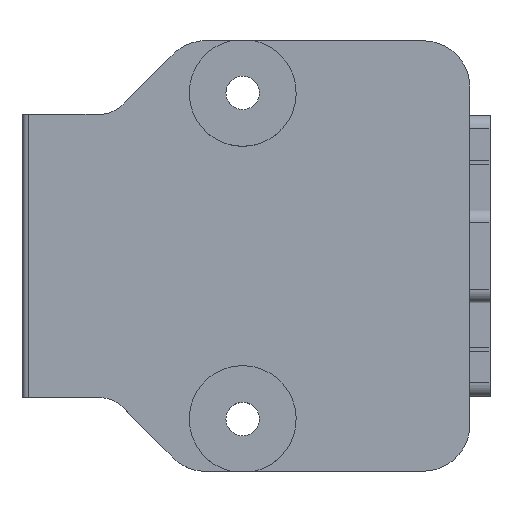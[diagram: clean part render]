
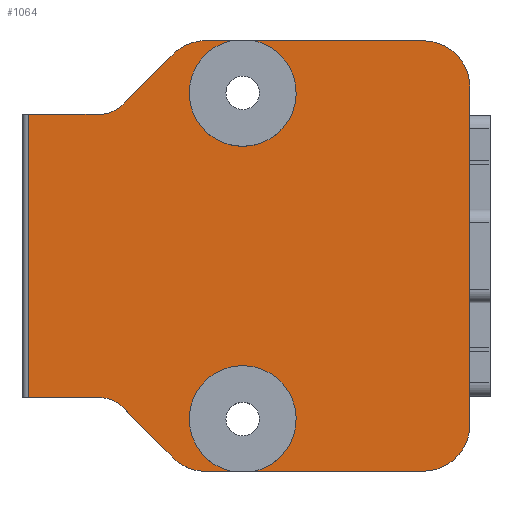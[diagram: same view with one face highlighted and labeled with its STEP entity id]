
A CAD part, top view. The second image highlights one B-rep face of the part: STEP entity #1064.
In plain terms, the highlighted face is planar.
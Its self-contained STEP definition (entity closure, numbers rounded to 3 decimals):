
#78=LINE('',#1623,#180);
#100=LINE('',#1682,#202);
#104=LINE('',#1692,#206);
#112=LINE('',#1724,#214);
#113=LINE('',#1726,#215);
#120=LINE('',#1746,#222);
#121=LINE('',#1748,#223);
#127=LINE('',#1762,#229);
#130=LINE('',#1767,#232);
#131=LINE('',#1770,#233);
#134=LINE('',#1778,#236);
#136=LINE('',#1782,#238);
#139=LINE('',#1789,#241);
#141=LINE('',#1795,#243);
#143=LINE('',#1804,#245);
#145=LINE('',#1808,#247);
#148=LINE('',#1815,#250);
#180=VECTOR('',#1288,10.);
#202=VECTOR('',#1348,10.);
#206=VECTOR('',#1358,10.);
#214=VECTOR('',#1396,10.);
#215=VECTOR('',#1397,10.);
#222=VECTOR('',#1418,10.);
#223=VECTOR('',#1419,10.);
#229=VECTOR('',#1439,10.);
#232=VECTOR('',#1444,10.);
#233=VECTOR('',#1447,10.);
#236=VECTOR('',#1456,10.);
#238=VECTOR('',#1460,10.);
#241=VECTOR('',#1469,10.);
#243=VECTOR('',#1477,10.);
#245=VECTOR('',#1489,10.);
#247=VECTOR('',#1493,10.);
#250=VECTOR('',#1502,10.);
#282=PLANE('',#1185);
#338=FACE_OUTER_BOUND('',#400,.T.);
#400=EDGE_LOOP('',(#982,#983,#984,#985,#986,#987,#988,#989,#990,#991,#992,
#993,#994,#995,#996,#997,#998,#999,#1000,#1001,#1002,#1003,#1004,#1005,
#1006));
#439=CIRCLE('',#1144,4.);
#442=CIRCLE('',#1151,4.);
#445=CIRCLE('',#1167,2.422);
#446=CIRCLE('',#1171,3.422);
#447=CIRCLE('',#1174,3.5);
#448=CIRCLE('',#1177,3.5);
#449=CIRCLE('',#1179,3.422);
#450=CIRCLE('',#1183,2.422);
#484=VERTEX_POINT('',#1586);
#500=VERTEX_POINT('',#1621);
#517=VERTEX_POINT('',#1679);
#518=VERTEX_POINT('',#1681);
#521=VERTEX_POINT('',#1690);
#525=VERTEX_POINT('',#1707);
#526=VERTEX_POINT('',#1708);
#530=VERTEX_POINT('',#1722);
#531=VERTEX_POINT('',#1725);
#532=VERTEX_POINT('',#1729);
#533=VERTEX_POINT('',#1730);
#537=VERTEX_POINT('',#1744);
#538=VERTEX_POINT('',#1747);
#539=VERTEX_POINT('',#1761);
#540=VERTEX_POINT('',#1765);
#541=VERTEX_POINT('',#1769);
#542=VERTEX_POINT('',#1773);
#543=VERTEX_POINT('',#1777);
#544=VERTEX_POINT('',#1781);
#545=VERTEX_POINT('',#1785);
#546=VERTEX_POINT('',#1791);
#547=VERTEX_POINT('',#1799);
#548=VERTEX_POINT('',#1803);
#549=VERTEX_POINT('',#1807);
#550=VERTEX_POINT('',#1811);
#607=EDGE_CURVE('',#484,#500,#78,.T.);
#637=EDGE_CURVE('',#517,#518,#100,.T.);
#643=EDGE_CURVE('',#517,#521,#104,.T.);
#649=EDGE_CURVE('',#525,#526,#439,.T.);
#657=EDGE_CURVE('',#526,#530,#112,.T.);
#658=EDGE_CURVE('',#531,#525,#113,.T.);
#660=EDGE_CURVE('',#532,#533,#442,.T.);
#668=EDGE_CURVE('',#533,#537,#120,.T.);
#669=EDGE_CURVE('',#538,#532,#121,.T.);
#675=EDGE_CURVE('',#539,#484,#127,.T.);
#678=EDGE_CURVE('',#500,#540,#130,.T.);
#679=EDGE_CURVE('',#541,#518,#131,.T.);
#681=EDGE_CURVE('',#542,#541,#445,.T.);
#683=EDGE_CURVE('',#543,#542,#134,.T.);
#685=EDGE_CURVE('',#544,#543,#136,.T.);
#687=EDGE_CURVE('',#545,#544,#446,.T.);
#689=EDGE_CURVE('',#537,#545,#139,.T.);
#690=EDGE_CURVE('',#546,#538,#447,.T.);
#692=EDGE_CURVE('',#540,#546,#141,.T.);
#693=EDGE_CURVE('',#530,#539,#448,.T.);
#694=EDGE_CURVE('',#547,#531,#449,.T.);
#696=EDGE_CURVE('',#548,#547,#143,.T.);
#698=EDGE_CURVE('',#549,#548,#145,.T.);
#700=EDGE_CURVE('',#550,#549,#450,.T.);
#702=EDGE_CURVE('',#521,#550,#148,.T.);
#982=ORIENTED_EDGE('',*,*,#637,.F.);
#983=ORIENTED_EDGE('',*,*,#643,.T.);
#984=ORIENTED_EDGE('',*,*,#702,.T.);
#985=ORIENTED_EDGE('',*,*,#700,.T.);
#986=ORIENTED_EDGE('',*,*,#698,.T.);
#987=ORIENTED_EDGE('',*,*,#696,.T.);
#988=ORIENTED_EDGE('',*,*,#694,.T.);
#989=ORIENTED_EDGE('',*,*,#658,.T.);
#990=ORIENTED_EDGE('',*,*,#649,.T.);
#991=ORIENTED_EDGE('',*,*,#657,.T.);
#992=ORIENTED_EDGE('',*,*,#693,.T.);
#993=ORIENTED_EDGE('',*,*,#675,.T.);
#994=ORIENTED_EDGE('',*,*,#607,.T.);
#995=ORIENTED_EDGE('',*,*,#678,.T.);
#996=ORIENTED_EDGE('',*,*,#692,.T.);
#997=ORIENTED_EDGE('',*,*,#690,.T.);
#998=ORIENTED_EDGE('',*,*,#669,.T.);
#999=ORIENTED_EDGE('',*,*,#660,.T.);
#1000=ORIENTED_EDGE('',*,*,#668,.T.);
#1001=ORIENTED_EDGE('',*,*,#689,.T.);
#1002=ORIENTED_EDGE('',*,*,#687,.T.);
#1003=ORIENTED_EDGE('',*,*,#685,.T.);
#1004=ORIENTED_EDGE('',*,*,#683,.T.);
#1005=ORIENTED_EDGE('',*,*,#681,.T.);
#1006=ORIENTED_EDGE('',*,*,#679,.T.);
#1064=ADVANCED_FACE('',(#338),#282,.T.);
#1144=AXIS2_PLACEMENT_3D('',#1709,#1379,#1380);
#1151=AXIS2_PLACEMENT_3D('',#1731,#1401,#1402);
#1167=AXIS2_PLACEMENT_3D('',#1774,#1451,#1452);
#1171=AXIS2_PLACEMENT_3D('',#1786,#1464,#1465);
#1174=AXIS2_PLACEMENT_3D('',#1792,#1472,#1473);
#1177=AXIS2_PLACEMENT_3D('',#1797,#1480,#1481);
#1179=AXIS2_PLACEMENT_3D('',#1800,#1484,#1485);
#1183=AXIS2_PLACEMENT_3D('',#1812,#1497,#1498);
#1185=AXIS2_PLACEMENT_3D('',#1816,#1503,#1504);
#1288=DIRECTION('',(0.,0.,-1.));
#1348=DIRECTION('',(0.,0.,-1.));
#1358=DIRECTION('',(1.,0.,0.));
#1379=DIRECTION('center_axis',(0.,-1.,0.));
#1380=DIRECTION('ref_axis',(1.,0.,0.));
#1396=DIRECTION('',(1.,0.,0.));
#1397=DIRECTION('',(1.,0.,0.));
#1401=DIRECTION('center_axis',(0.,-1.,0.));
#1402=DIRECTION('ref_axis',(1.,0.,0.));
#1418=DIRECTION('',(-1.,0.,0.));
#1419=DIRECTION('',(-1.,0.,0.));
#1439=DIRECTION('',(0.,0.,-1.));
#1444=DIRECTION('',(0.,0.,-1.));
#1447=DIRECTION('',(-1.,0.,0.));
#1451=DIRECTION('center_axis',(0.,-1.,0.));
#1452=DIRECTION('ref_axis',(0.078,0.,0.997));
#1456=DIRECTION('',(-0.687,0.,0.726));
#1460=DIRECTION('',(-0.707,0.,0.707));
#1464=DIRECTION('center_axis',(0.,1.,0.));
#1465=DIRECTION('ref_axis',(-0.154,0.,-0.988));
#1469=DIRECTION('',(-0.993,0.,0.114));
#1472=DIRECTION('center_axis',(0.,1.,0.));
#1473=DIRECTION('ref_axis',(0.996,0.,-0.084));
#1477=DIRECTION('',(-0.044,0.,-0.999));
#1480=DIRECTION('center_axis',(0.,1.,0.));
#1481=DIRECTION('ref_axis',(0.,0.,1.));
#1484=DIRECTION('center_axis',(0.,1.,0.));
#1485=DIRECTION('ref_axis',(-0.698,0.,0.716));
#1489=DIRECTION('',(0.687,0.,0.726));
#1493=DIRECTION('',(0.707,0.,0.707));
#1497=DIRECTION('center_axis',(0.,-1.,0.));
#1498=DIRECTION('ref_axis',(0.76,0.,-0.65));
#1502=DIRECTION('',(0.993,0.,0.114));
#1503=DIRECTION('center_axis',(0.,1.,0.));
#1504=DIRECTION('ref_axis',(1.,0.,0.));
#1586=CARTESIAN_POINT('',(60.6,1.5,10.5));
#1621=CARTESIAN_POINT('',(60.6,1.5,-10.5));
#1623=CARTESIAN_POINT('',(60.6,1.5,12.6));
#1679=CARTESIAN_POINT('',(27.59,1.5,10.6));
#1681=CARTESIAN_POINT('',(27.59,1.5,-10.6));
#1682=CARTESIAN_POINT('',(27.59,1.5,-5.3));
#1690=CARTESIAN_POINT('',(33.071,1.5,10.6));
#1692=CARTESIAN_POINT('',(26.1,1.5,10.6));
#1707=CARTESIAN_POINT('',(42.711,1.5,16.1));
#1708=CARTESIAN_POINT('',(44.489,1.5,16.1));
#1709=CARTESIAN_POINT('Origin',(43.6,1.5,12.2));
#1722=CARTESIAN_POINT('',(57.1,1.5,16.1));
#1724=CARTESIAN_POINT('',(40.583,1.5,16.1));
#1725=CARTESIAN_POINT('',(40.583,1.5,16.1));
#1726=CARTESIAN_POINT('',(40.583,1.5,16.1));
#1729=CARTESIAN_POINT('',(44.489,1.5,-16.1));
#1730=CARTESIAN_POINT('',(42.711,1.5,-16.1));
#1731=CARTESIAN_POINT('Origin',(43.6,1.5,-12.2));
#1744=CARTESIAN_POINT('',(40.571,1.5,-16.1));
#1746=CARTESIAN_POINT('',(57.1,1.5,-16.1));
#1747=CARTESIAN_POINT('',(57.1,1.5,-16.1));
#1748=CARTESIAN_POINT('',(57.1,1.5,-16.1));
#1761=CARTESIAN_POINT('',(60.6,1.5,12.6));
#1762=CARTESIAN_POINT('',(60.6,1.5,12.6));
#1765=CARTESIAN_POINT('',(60.6,1.5,-12.611));
#1767=CARTESIAN_POINT('',(60.6,1.5,12.6));
#1769=CARTESIAN_POINT('',(33.081,1.5,-10.6));
#1770=CARTESIAN_POINT('',(33.081,1.5,-10.6));
#1773=CARTESIAN_POINT('',(34.57,1.5,-11.267));
#1774=CARTESIAN_POINT('Origin',(32.893,1.5,-13.014));
#1777=CARTESIAN_POINT('',(34.742,1.5,-11.449));
#1778=CARTESIAN_POINT('',(34.742,1.5,-11.449));
#1781=CARTESIAN_POINT('',(38.234,1.5,-14.941));
#1782=CARTESIAN_POINT('',(38.234,1.5,-14.941));
#1785=CARTESIAN_POINT('',(40.279,1.5,-16.066));
#1786=CARTESIAN_POINT('Origin',(40.807,1.5,-12.686));
#1789=CARTESIAN_POINT('',(40.571,1.5,-16.1));
#1791=CARTESIAN_POINT('',(60.588,1.5,-12.894));
#1792=CARTESIAN_POINT('Origin',(57.1,1.5,-12.6));
#1795=CARTESIAN_POINT('',(60.6,1.5,-12.611));
#1797=CARTESIAN_POINT('Origin',(57.1,1.5,12.6));
#1799=CARTESIAN_POINT('',(38.419,1.5,15.136));
#1800=CARTESIAN_POINT('Origin',(40.807,1.5,12.686));
#1803=CARTESIAN_POINT('',(38.242,1.5,14.949));
#1804=CARTESIAN_POINT('',(38.242,1.5,14.949));
#1807=CARTESIAN_POINT('',(34.733,1.5,11.44));
#1808=CARTESIAN_POINT('',(34.733,1.5,11.44));
#1811=CARTESIAN_POINT('',(33.285,1.5,10.625));
#1812=CARTESIAN_POINT('Origin',(32.893,1.5,13.014));
#1815=CARTESIAN_POINT('',(33.071,1.5,10.6));
#1816=CARTESIAN_POINT('Origin',(43.845,1.5,0.));
